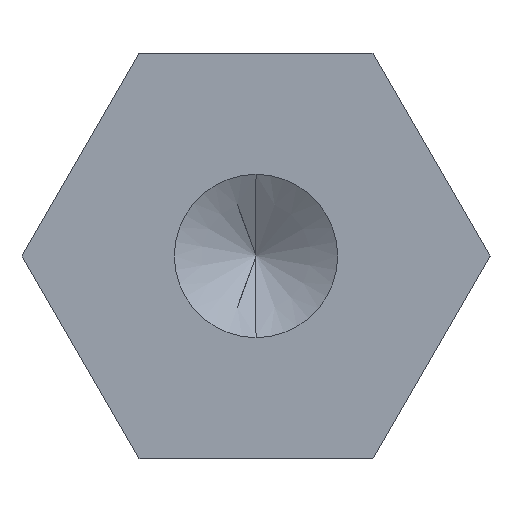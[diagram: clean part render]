
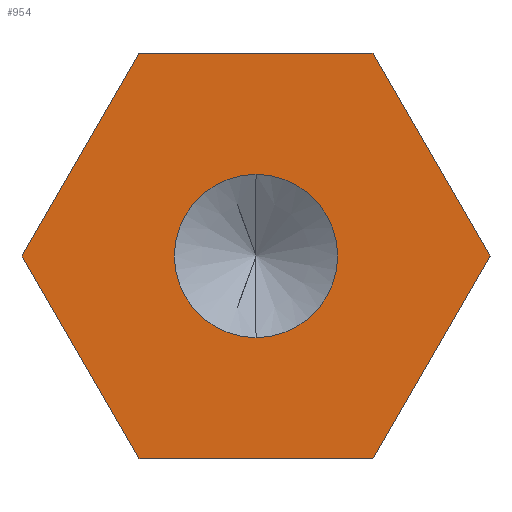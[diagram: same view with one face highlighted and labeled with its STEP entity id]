
A CAD part, front view. The second image highlights one B-rep face of the part: STEP entity #954.
In plain terms, the highlighted planar face has unit normal (0, -1, 0).
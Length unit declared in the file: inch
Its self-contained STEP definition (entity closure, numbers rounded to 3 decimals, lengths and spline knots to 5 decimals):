
#9 = ORIENTED_EDGE ( 'NONE', *, *, #903, .F. ) ;
#10 = VERTEX_POINT ( 'NONE', #872 ) ;
#28 = CARTESIAN_POINT ( 'NONE',  ( -0.14405, 0., -0.2495 ) ) ;
#29 = CARTESIAN_POINT ( 'NONE',  ( -0.14405, 0., -0.2495 ) ) ;
#41 = AXIS2_PLACEMENT_3D ( 'NONE', #488, #483, #805 ) ;
#44 = VECTOR ( 'NONE', #912, 39.37008 ) ;
#50 = CARTESIAN_POINT ( 'NONE',  ( -0.14405, 0., 0.2495 ) ) ;
#58 = EDGE_LOOP ( 'NONE', ( #691, #115, #679, #1007, #425, #9 ) ) ;
#83 = VERTEX_POINT ( 'NONE', #29 ) ;
#87 = DIRECTION ( 'NONE',  ( 0., 1., 0. ) ) ;
#88 = FACE_BOUND ( 'NONE', #837, .T. ) ;
#99 = LINE ( 'NONE', #816, #895 ) ;
#115 = ORIENTED_EDGE ( 'NONE', *, *, #701, .F. ) ;
#179 = EDGE_CURVE ( 'NONE', #287, #524, #859, .T. ) ;
#180 = LINE ( 'NONE', #28, #391 ) ;
#193 = CARTESIAN_POINT ( 'NONE',  ( -0.14405, 0., 0.2495 ) ) ;
#215 = EDGE_CURVE ( 'NONE', #852, #436, #249, .T. ) ;
#217 = CARTESIAN_POINT ( 'NONE',  ( 0., 0., 0.1005 ) ) ;
#219 = LINE ( 'NONE', #50, #408 ) ;
#227 = VERTEX_POINT ( 'NONE', #193 ) ;
#235 = LINE ( 'NONE', #442, #468 ) ;
#236 = ORIENTED_EDGE ( 'NONE', *, *, #911, .F. ) ;
#249 = CIRCLE ( 'NONE', #1009, 0.1005 ) ;
#267 = FACE_OUTER_BOUND ( 'NONE', #58, .T. ) ;
#287 = VERTEX_POINT ( 'NONE', #517 ) ;
#321 = DIRECTION ( 'NONE',  ( 0., 0., 1. ) ) ;
#351 = VECTOR ( 'NONE', #553, 39.37008 ) ;
#360 = DIRECTION ( 'NONE',  ( 1., 0., 0. ) ) ;
#367 = DIRECTION ( 'NONE',  ( 0., 0., -1. ) ) ;
#377 = CARTESIAN_POINT ( 'NONE',  ( 0.14405, 0., -0.2495 ) ) ;
#391 = VECTOR ( 'NONE', #672, 39.37008 ) ;
#406 = PLANE ( 'NONE',  #793 ) ;
#408 = VECTOR ( 'NONE', #360, 39.37008 ) ;
#425 = ORIENTED_EDGE ( 'NONE', *, *, #450, .F. ) ;
#436 = VERTEX_POINT ( 'NONE', #634 ) ;
#442 = CARTESIAN_POINT ( 'NONE',  ( -0.2881, 0., 0. ) ) ;
#450 = EDGE_CURVE ( 'NONE', #787, #83, #99, .T. ) ;
#453 = CARTESIAN_POINT ( 'NONE',  ( 0., 0., 0. ) ) ;
#468 = VECTOR ( 'NONE', #773, 39.37008 ) ;
#483 = DIRECTION ( 'NONE',  ( 0., -1., 0. ) ) ;
#488 = CARTESIAN_POINT ( 'NONE',  ( 0., 0., 0. ) ) ;
#517 = CARTESIAN_POINT ( 'NONE',  ( 0.14405, 0., 0.2495 ) ) ;
#524 = VERTEX_POINT ( 'NONE', #968 ) ;
#553 = DIRECTION ( 'NONE',  ( -0.5, 0., -0.866 ) ) ;
#609 = DIRECTION ( 'NONE',  ( 0., -1., 0. ) ) ;
#634 = CARTESIAN_POINT ( 'NONE',  ( 0., 0., -0.1005 ) ) ;
#643 = EDGE_CURVE ( 'NONE', #83, #10, #180, .T. ) ;
#672 = DIRECTION ( 'NONE',  ( -0.5, 0., 0.866 ) ) ;
#679 = ORIENTED_EDGE ( 'NONE', *, *, #693, .F. ) ;
#691 = ORIENTED_EDGE ( 'NONE', *, *, #179, .F. ) ;
#693 = EDGE_CURVE ( 'NONE', #10, #227, #235, .T. ) ;
#698 = LINE ( 'NONE', #937, #351 ) ;
#701 = EDGE_CURVE ( 'NONE', #227, #287, #219, .T. ) ;
#773 = DIRECTION ( 'NONE',  ( 0.5, 0., 0.866 ) ) ;
#787 = VERTEX_POINT ( 'NONE', #377 ) ;
#793 = AXIS2_PLACEMENT_3D ( 'NONE', #967, #87, #321 ) ;
#805 = DIRECTION ( 'NONE',  ( 0., 0., -1. ) ) ;
#816 = CARTESIAN_POINT ( 'NONE',  ( 0.14405, 0., -0.2495 ) ) ;
#825 = CARTESIAN_POINT ( 'NONE',  ( 0.14405, 0., 0.2495 ) ) ;
#837 = EDGE_LOOP ( 'NONE', ( #236, #1033 ) ) ;
#852 = VERTEX_POINT ( 'NONE', #217 ) ;
#859 = LINE ( 'NONE', #825, #44 ) ;
#872 = CARTESIAN_POINT ( 'NONE',  ( -0.2881, 0., 0. ) ) ;
#895 = VECTOR ( 'NONE', #896, 39.37008 ) ;
#896 = DIRECTION ( 'NONE',  ( -1., 0., 0. ) ) ;
#903 = EDGE_CURVE ( 'NONE', #524, #787, #698, .T. ) ;
#911 = EDGE_CURVE ( 'NONE', #436, #852, #969, .T. ) ;
#912 = DIRECTION ( 'NONE',  ( 0.5, 0., -0.866 ) ) ;
#937 = CARTESIAN_POINT ( 'NONE',  ( 0.2881, 0., 0. ) ) ;
#954 = ADVANCED_FACE ( 'NONE', ( #88, #267 ), #406, .F. ) ;
#967 = CARTESIAN_POINT ( 'NONE',  ( 0., 0., 0. ) ) ;
#968 = CARTESIAN_POINT ( 'NONE',  ( 0.2881, 0., 0. ) ) ;
#969 = CIRCLE ( 'NONE', #41, 0.1005 ) ;
#1007 = ORIENTED_EDGE ( 'NONE', *, *, #643, .F. ) ;
#1009 = AXIS2_PLACEMENT_3D ( 'NONE', #453, #609, #367 ) ;
#1033 = ORIENTED_EDGE ( 'NONE', *, *, #215, .F. ) ;
